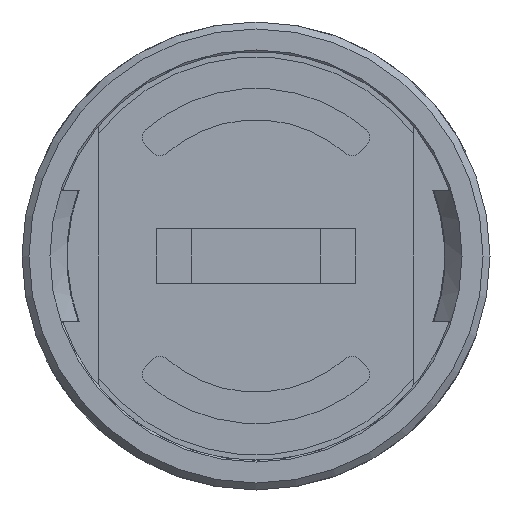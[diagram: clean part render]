
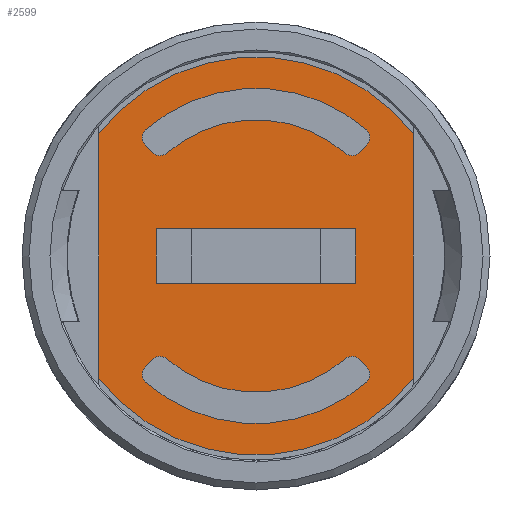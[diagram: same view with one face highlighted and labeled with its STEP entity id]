
A CAD part, front view. The second image highlights one B-rep face of the part: STEP entity #2599.
In plain terms, the highlighted planar face has unit normal (0, -1, 0).
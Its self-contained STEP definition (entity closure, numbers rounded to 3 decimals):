
#153=CIRCLE('',#2760,5.7);
#154=CIRCLE('',#2763,5.7);
#155=CIRCLE('',#2766,0.3);
#156=CIRCLE('',#2767,0.3);
#157=CIRCLE('',#2768,4.8);
#158=CIRCLE('',#2769,0.3);
#159=CIRCLE('',#2770,0.3);
#160=CIRCLE('',#2771,3.9);
#161=CIRCLE('',#2772,0.3);
#162=CIRCLE('',#2773,4.8);
#163=CIRCLE('',#2774,0.3);
#164=CIRCLE('',#2775,0.3);
#165=CIRCLE('',#2776,3.9);
#166=CIRCLE('',#2777,0.3);
#586=ORIENTED_EDGE('',*,*,#948,.F.);
#587=ORIENTED_EDGE('',*,*,#949,.F.);
#588=ORIENTED_EDGE('',*,*,#950,.T.);
#589=ORIENTED_EDGE('',*,*,#951,.T.);
#590=ORIENTED_EDGE('',*,*,#952,.T.);
#591=ORIENTED_EDGE('',*,*,#953,.T.);
#592=ORIENTED_EDGE('',*,*,#954,.T.);
#593=ORIENTED_EDGE('',*,*,#955,.T.);
#594=ORIENTED_EDGE('',*,*,#956,.T.);
#595=ORIENTED_EDGE('',*,*,#957,.T.);
#596=ORIENTED_EDGE('',*,*,#958,.T.);
#597=ORIENTED_EDGE('',*,*,#959,.F.);
#598=ORIENTED_EDGE('',*,*,#960,.T.);
#599=ORIENTED_EDGE('',*,*,#961,.T.);
#600=ORIENTED_EDGE('',*,*,#962,.T.);
#601=ORIENTED_EDGE('',*,*,#963,.T.);
#602=ORIENTED_EDGE('',*,*,#964,.T.);
#603=ORIENTED_EDGE('',*,*,#965,.F.);
#604=ORIENTED_EDGE('',*,*,#966,.T.);
#605=ORIENTED_EDGE('',*,*,#967,.T.);
#606=ORIENTED_EDGE('',*,*,#941,.F.);
#607=ORIENTED_EDGE('',*,*,#947,.F.);
#608=ORIENTED_EDGE('',*,*,#945,.F.);
#609=ORIENTED_EDGE('',*,*,#943,.F.);
#941=EDGE_CURVE('',#1156,#1157,#153,.T.);
#943=EDGE_CURVE('',#1157,#1158,#1319,.T.);
#945=EDGE_CURVE('',#1158,#1159,#154,.T.);
#947=EDGE_CURVE('',#1159,#1156,#1322,.T.);
#948=EDGE_CURVE('',#1160,#1161,#1323,.T.);
#949=EDGE_CURVE('',#1162,#1160,#1324,.T.);
#950=EDGE_CURVE('',#1162,#1163,#1325,.T.);
#951=EDGE_CURVE('',#1163,#1161,#1326,.T.);
#952=EDGE_CURVE('',#1164,#1165,#155,.T.);
#953=EDGE_CURVE('',#1165,#1166,#1327,.T.);
#954=EDGE_CURVE('',#1166,#1167,#156,.T.);
#955=EDGE_CURVE('',#1167,#1168,#157,.T.);
#956=EDGE_CURVE('',#1168,#1169,#158,.T.);
#957=EDGE_CURVE('',#1169,#1170,#1328,.T.);
#958=EDGE_CURVE('',#1170,#1171,#159,.T.);
#959=EDGE_CURVE('',#1164,#1171,#160,.T.);
#960=EDGE_CURVE('',#1172,#1173,#161,.T.);
#961=EDGE_CURVE('',#1173,#1174,#162,.T.);
#962=EDGE_CURVE('',#1174,#1175,#163,.T.);
#963=EDGE_CURVE('',#1175,#1176,#1329,.T.);
#964=EDGE_CURVE('',#1176,#1177,#164,.T.);
#965=EDGE_CURVE('',#1178,#1177,#165,.T.);
#966=EDGE_CURVE('',#1178,#1179,#166,.T.);
#967=EDGE_CURVE('',#1179,#1172,#1330,.T.);
#1156=VERTEX_POINT('',#3867);
#1157=VERTEX_POINT('',#3869);
#1158=VERTEX_POINT('',#3873);
#1159=VERTEX_POINT('',#3877);
#1160=VERTEX_POINT('',#3883);
#1161=VERTEX_POINT('',#3884);
#1162=VERTEX_POINT('',#3886);
#1163=VERTEX_POINT('',#3888);
#1164=VERTEX_POINT('',#3891);
#1165=VERTEX_POINT('',#3892);
#1166=VERTEX_POINT('',#3894);
#1167=VERTEX_POINT('',#3896);
#1168=VERTEX_POINT('',#3898);
#1169=VERTEX_POINT('',#3900);
#1170=VERTEX_POINT('',#3902);
#1171=VERTEX_POINT('',#3904);
#1172=VERTEX_POINT('',#3907);
#1173=VERTEX_POINT('',#3908);
#1174=VERTEX_POINT('',#3910);
#1175=VERTEX_POINT('',#3912);
#1176=VERTEX_POINT('',#3914);
#1177=VERTEX_POINT('',#3916);
#1178=VERTEX_POINT('',#3918);
#1179=VERTEX_POINT('',#3920);
#1319=LINE('',#3872,#1477);
#1322=LINE('',#3880,#1480);
#1323=LINE('',#3882,#1481);
#1324=LINE('',#3885,#1482);
#1325=LINE('',#3887,#1483);
#1326=LINE('',#3889,#1484);
#1327=LINE('',#3893,#1485);
#1328=LINE('',#3901,#1486);
#1329=LINE('',#3913,#1487);
#1330=LINE('',#3921,#1488);
#1477=VECTOR('',#3184,1000.);
#1480=VECTOR('',#3193,1000.);
#1481=VECTOR('',#3196,1000.);
#1482=VECTOR('',#3197,1000.);
#1483=VECTOR('',#3198,1000.);
#1484=VECTOR('',#3199,1000.);
#1485=VECTOR('',#3202,1000.);
#1486=VECTOR('',#3209,1000.);
#1487=VECTOR('',#3220,1000.);
#1488=VECTOR('',#3227,1000.);
#1609=EDGE_LOOP('',(#586,#587,#588,#589));
#1610=EDGE_LOOP('',(#590,#591,#592,#593,#594,#595,#596,#597));
#1611=EDGE_LOOP('',(#598,#599,#600,#601,#602,#603,#604,#605));
#1612=EDGE_LOOP('',(#606,#607,#608,#609));
#1731=FACE_BOUND('',#1609,.T.);
#1732=FACE_BOUND('',#1610,.T.);
#1733=FACE_BOUND('',#1611,.T.);
#1734=FACE_BOUND('',#1612,.T.);
#1813=PLANE('',#2765);
#2599=ADVANCED_FACE('',(#1731,#1732,#1733,#1734),#1813,.F.);
#2760=AXIS2_PLACEMENT_3D('',#3868,#3179,#3180);
#2763=AXIS2_PLACEMENT_3D('',#3876,#3188,#3189);
#2765=AXIS2_PLACEMENT_3D('',#3881,#3194,#3195);
#2766=AXIS2_PLACEMENT_3D('',#3890,#3200,#3201);
#2767=AXIS2_PLACEMENT_3D('',#3895,#3203,#3204);
#2768=AXIS2_PLACEMENT_3D('',#3897,#3205,#3206);
#2769=AXIS2_PLACEMENT_3D('',#3899,#3207,#3208);
#2770=AXIS2_PLACEMENT_3D('',#3903,#3210,#3211);
#2771=AXIS2_PLACEMENT_3D('',#3905,#3212,#3213);
#2772=AXIS2_PLACEMENT_3D('',#3906,#3214,#3215);
#2773=AXIS2_PLACEMENT_3D('',#3909,#3216,#3217);
#2774=AXIS2_PLACEMENT_3D('',#3911,#3218,#3219);
#2775=AXIS2_PLACEMENT_3D('',#3915,#3221,#3222);
#2776=AXIS2_PLACEMENT_3D('',#3917,#3223,#3224);
#2777=AXIS2_PLACEMENT_3D('',#3919,#3225,#3226);
#3179=DIRECTION('',(0.,1.,0.));
#3180=DIRECTION('',(1.,0.,0.));
#3184=DIRECTION('',(0.,0.,1.));
#3188=DIRECTION('',(0.,1.,0.));
#3189=DIRECTION('',(1.,0.,0.));
#3193=DIRECTION('',(0.,0.,-1.));
#3194=DIRECTION('',(0.,1.,0.));
#3195=DIRECTION('',(0.,0.,1.));
#3196=DIRECTION('',(0.,0.,-1.));
#3197=DIRECTION('',(-1.,0.,0.));
#3198=DIRECTION('',(0.,0.,-1.));
#3199=DIRECTION('',(-1.,0.,0.));
#3200=DIRECTION('',(0.,1.,0.));
#3201=DIRECTION('',(1.,0.,0.));
#3202=DIRECTION('',(-0.707,0.,0.707));
#3203=DIRECTION('',(0.,1.,0.));
#3204=DIRECTION('',(1.,0.,0.));
#3205=DIRECTION('',(0.,1.,0.));
#3206=DIRECTION('',(1.,0.,0.));
#3207=DIRECTION('',(0.,1.,0.));
#3208=DIRECTION('',(1.,0.,0.));
#3209=DIRECTION('',(-0.707,0.,-0.707));
#3210=DIRECTION('',(0.,1.,0.));
#3211=DIRECTION('',(1.,0.,0.));
#3212=DIRECTION('',(0.,1.,0.));
#3213=DIRECTION('',(1.,0.,0.));
#3214=DIRECTION('',(0.,1.,0.));
#3215=DIRECTION('',(1.,0.,0.));
#3216=DIRECTION('',(0.,1.,0.));
#3217=DIRECTION('',(1.,0.,0.));
#3218=DIRECTION('',(0.,1.,0.));
#3219=DIRECTION('',(1.,0.,0.));
#3220=DIRECTION('',(0.707,0.,0.707));
#3221=DIRECTION('',(0.,1.,0.));
#3222=DIRECTION('',(1.,0.,0.));
#3223=DIRECTION('',(0.,1.,0.));
#3224=DIRECTION('',(1.,0.,0.));
#3225=DIRECTION('',(0.,1.,0.));
#3226=DIRECTION('',(1.,0.,0.));
#3227=DIRECTION('',(0.707,0.,-0.707));
#3867=CARTESIAN_POINT('',(4.5,8.9,-3.499));
#3868=CARTESIAN_POINT('',(0.,8.9,0.));
#3869=CARTESIAN_POINT('',(-4.5,8.9,-3.499));
#3872=CARTESIAN_POINT('',(-4.5,8.9,-3.499));
#3873=CARTESIAN_POINT('',(-4.5,8.9,3.499));
#3876=CARTESIAN_POINT('',(0.,8.9,0.));
#3877=CARTESIAN_POINT('',(4.5,8.9,3.499));
#3880=CARTESIAN_POINT('',(4.5,8.9,3.499));
#3881=CARTESIAN_POINT('',(0.,8.9,0.));
#3882=CARTESIAN_POINT('',(-2.85,8.9,0.775));
#3883=CARTESIAN_POINT('',(-2.85,8.9,0.775));
#3884=CARTESIAN_POINT('',(-2.85,8.9,-0.775));
#3885=CARTESIAN_POINT('',(2.85,8.9,0.775));
#3886=CARTESIAN_POINT('',(2.85,8.9,0.775));
#3887=CARTESIAN_POINT('',(2.85,8.9,0.775));
#3888=CARTESIAN_POINT('',(2.85,8.9,-0.775));
#3889=CARTESIAN_POINT('',(2.85,8.9,-0.775));
#3890=CARTESIAN_POINT('',(-2.75,8.9,3.174));
#3891=CARTESIAN_POINT('',(-2.554,8.9,2.948));
#3892=CARTESIAN_POINT('',(-2.962,8.9,2.962));
#3893=CARTESIAN_POINT('',(-2.962,8.9,2.962));
#3894=CARTESIAN_POINT('',(-3.175,8.9,3.175));
#3895=CARTESIAN_POINT('',(-2.963,8.9,3.387));
#3896=CARTESIAN_POINT('',(-3.16,8.9,3.613));
#3897=CARTESIAN_POINT('',(0.,8.9,0.));
#3898=CARTESIAN_POINT('',(3.16,8.9,3.613));
#3899=CARTESIAN_POINT('',(2.963,8.9,3.387));
#3900=CARTESIAN_POINT('',(3.175,8.9,3.175));
#3901=CARTESIAN_POINT('',(3.175,8.9,3.175));
#3902=CARTESIAN_POINT('',(2.962,8.9,2.962));
#3903=CARTESIAN_POINT('',(2.75,8.9,3.174));
#3904=CARTESIAN_POINT('',(2.554,8.9,2.948));
#3905=CARTESIAN_POINT('',(0.,8.9,0.));
#3906=CARTESIAN_POINT('',(2.963,8.9,-3.387));
#3907=CARTESIAN_POINT('',(3.175,8.9,-3.175));
#3908=CARTESIAN_POINT('',(3.16,8.9,-3.613));
#3909=CARTESIAN_POINT('',(0.,8.9,0.));
#3910=CARTESIAN_POINT('',(-3.16,8.9,-3.613));
#3911=CARTESIAN_POINT('',(-2.963,8.9,-3.387));
#3912=CARTESIAN_POINT('',(-3.175,8.9,-3.175));
#3913=CARTESIAN_POINT('',(-3.175,8.9,-3.175));
#3914=CARTESIAN_POINT('',(-2.962,8.9,-2.962));
#3915=CARTESIAN_POINT('',(-2.75,8.9,-3.174));
#3916=CARTESIAN_POINT('',(-2.554,8.9,-2.948));
#3917=CARTESIAN_POINT('',(0.,8.9,0.));
#3918=CARTESIAN_POINT('',(2.554,8.9,-2.948));
#3919=CARTESIAN_POINT('',(2.75,8.9,-3.174));
#3920=CARTESIAN_POINT('',(2.962,8.9,-2.962));
#3921=CARTESIAN_POINT('',(2.962,8.9,-2.962));
